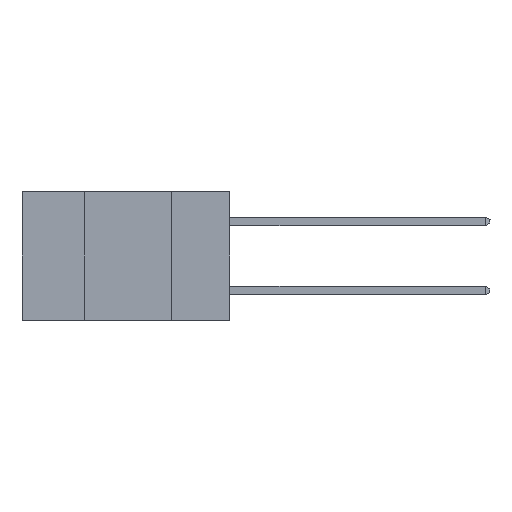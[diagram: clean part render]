
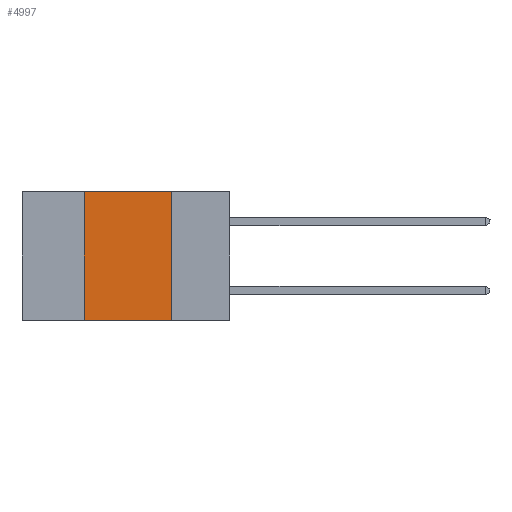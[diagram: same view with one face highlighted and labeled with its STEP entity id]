
A CAD part, left-side view. The second image highlights one B-rep face of the part: STEP entity #4997.
In plain terms, the highlighted planar face has unit normal (-1, 0, 0).
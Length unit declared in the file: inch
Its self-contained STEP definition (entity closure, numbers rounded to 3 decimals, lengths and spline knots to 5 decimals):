
#262 = FACE_OUTER_BOUND ( 'NONE', #18152, .T. ) ;
#313 = VECTOR ( 'NONE', #7694, 39.37008 ) ;
#2856 = DIRECTION ( 'NONE',  ( 0., -1., 0. ) ) ;
#3309 = EDGE_CURVE ( 'NONE', #21916, #19086, #9321, .T. ) ;
#3992 = CARTESIAN_POINT ( 'NONE',  ( 0., 0.42, -0.37 ) ) ;
#4330 = DIRECTION ( 'NONE',  ( 0., 0., 1. ) ) ;
#4997 = ADVANCED_FACE ( 'NONE', ( #262 ), #9289, .F. ) ;
#5861 = ORIENTED_EDGE ( 'NONE', *, *, #3309, .F. ) ;
#6282 = VECTOR ( 'NONE', #21314, 39.37008 ) ;
#7186 = EDGE_CURVE ( 'NONE', #15820, #19561, #11163, .T. ) ;
#7224 = VECTOR ( 'NONE', #2856, 39.37008 ) ;
#7323 = DIRECTION ( 'NONE',  ( 1., 0., 0. ) ) ;
#7548 = CARTESIAN_POINT ( 'NONE',  ( 0., 0.6, 0. ) ) ;
#7694 = DIRECTION ( 'NONE',  ( 0., 0., -1. ) ) ;
#8159 = CARTESIAN_POINT ( 'NONE',  ( 0., 0.42, -0.37 ) ) ;
#8376 = ORIENTED_EDGE ( 'NONE', *, *, #21025, .F. ) ;
#8377 = ORIENTED_EDGE ( 'NONE', *, *, #7186, .F. ) ;
#9289 = PLANE ( 'NONE',  #22565 ) ;
#9321 = LINE ( 'NONE', #11519, #313 ) ;
#9995 = VECTOR ( 'NONE', #4330, 39.37008 ) ;
#11163 = LINE ( 'NONE', #3992, #9995 ) ;
#11519 = CARTESIAN_POINT ( 'NONE',  ( 0., 0.17, -0.37 ) ) ;
#11658 = CARTESIAN_POINT ( 'NONE',  ( 0., 0.6, -0.37 ) ) ;
#13224 = CARTESIAN_POINT ( 'NONE',  ( 0., 0.17, -0.37 ) ) ;
#13335 = EDGE_CURVE ( 'NONE', #15820, #19086, #13731, .T. ) ;
#13731 = LINE ( 'NONE', #11658, #7224 ) ;
#14396 = DIRECTION ( 'NONE',  ( 0., 0., -1. ) ) ;
#15590 = ORIENTED_EDGE ( 'NONE', *, *, #13335, .T. ) ;
#15742 = LINE ( 'NONE', #19441, #6282 ) ;
#15820 = VERTEX_POINT ( 'NONE', #8159 ) ;
#18152 = EDGE_LOOP ( 'NONE', ( #5861, #8376, #8377, #15590 ) ) ;
#19086 = VERTEX_POINT ( 'NONE', #13224 ) ;
#19441 = CARTESIAN_POINT ( 'NONE',  ( 0., 0.6, 0. ) ) ;
#19561 = VERTEX_POINT ( 'NONE', #20830 ) ;
#20830 = CARTESIAN_POINT ( 'NONE',  ( 0., 0.42, 0. ) ) ;
#21025 = EDGE_CURVE ( 'NONE', #19561, #21916, #15742, .T. ) ;
#21314 = DIRECTION ( 'NONE',  ( 0., -1., 0. ) ) ;
#21606 = CARTESIAN_POINT ( 'NONE',  ( 0., 0.17, 0. ) ) ;
#21916 = VERTEX_POINT ( 'NONE', #21606 ) ;
#22565 = AXIS2_PLACEMENT_3D ( 'NONE', #7548, #7323, #14396 ) ;
